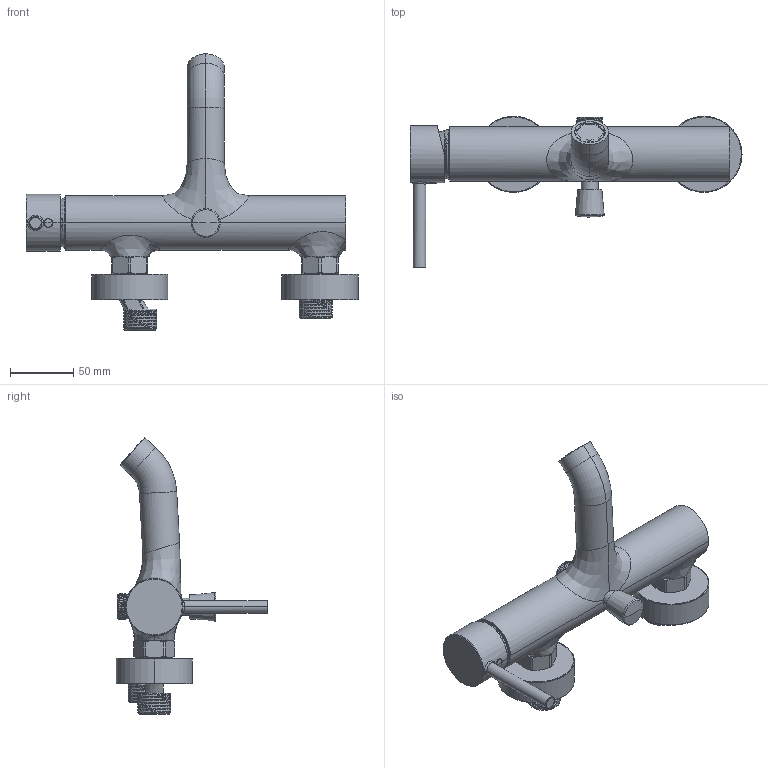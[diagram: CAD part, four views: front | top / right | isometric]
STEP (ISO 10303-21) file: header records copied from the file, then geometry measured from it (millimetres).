
FILE_DESCRIPTION((''),'2;1');
FILE_NAME('M31588-286C_ASM','2023-06-17T15:05:45',('Admin'),(''),'CREO PARAMETRIC BY PTC INC, 2018050','CREO PARAMETRIC BY PTC INC, 2018050','');
FILE_SCHEMA(('CONFIG_CONTROL_DESIGN'));
Length unit declared in the file: millimetre
Products named in the file (34): M31588; C17005; R23509; C17005_ASM; C15068; S35004; R23046; C150-1_ASM; C17502; R23301_AF0; R23239; C17502_ASM; C14018; S22007; R23501_AF3; C19001; R23212; S22007_AF0_ASM; S32003; R23501_AF4; S22007_AF1_ASM; S30504; C10040; R23339_AF0; R23413; R23368; C10040_ASM; P01183; S02008; C03043; H207; P21036; P37064; M31588-286C_ASM
Assembly tree (39 placements, depth 3):
  M31588-286C_ASM
    M31588
    C17005_ASM
      C17005
      R23509
    C150-1_ASM
      C15068
      S35004
      R23046
    C17502_ASM
      C17502
      R23301_AF0
      R23239  x2
    C14018
    S22007_AF0_ASM
      S22007
      R23501_AF3
      C19001
      R23212
    S32003  x2
    S22007_AF1_ASM
      S22007
      R23501_AF4
      C19001
      R23212
    S30504  x2
    C10040_ASM
      C10040
      R23339_AF0
      R23413
      R23368
    P01183
    S02008
    C03043
    H207
    P21036
    P37064
Bounding box: 261.7 x 119.5 x 217.79 mm (x, y, z)
Volume: 247288.9 mm3; surface area: 205968.4 mm2
Topology: 33 solids, 52 shells, 1351 faces, 3332 edges, 2110 vertices
Faces by surface type: cylinder 547, plane 389, cone 141, torus 137, bspline 133, sphere 4
Entity records: 58987 total; most frequent: CARTESIAN_POINT 31630, DIRECTION 5704, ORIENTED_EDGE 5500, EDGE_CURVE 2780, AXIS2_PLACEMENT_3D 2325, VERTEX_POINT 1761, EDGE_LOOP 1267, CIRCLE 1177
